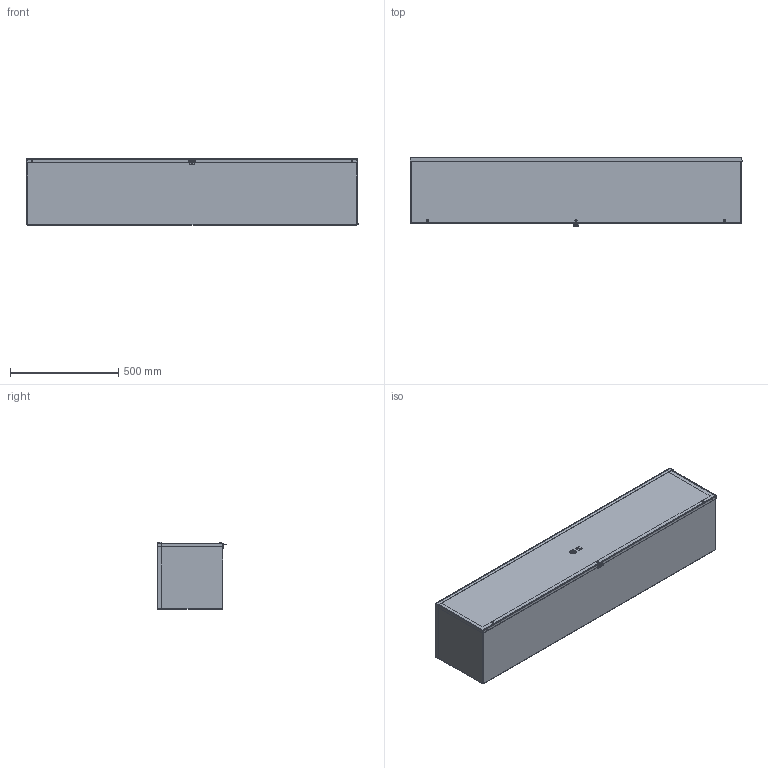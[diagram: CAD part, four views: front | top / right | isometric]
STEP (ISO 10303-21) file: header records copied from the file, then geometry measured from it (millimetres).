
FILE_DESCRIPTION(/* description */ ('1300CH 12" x 60" x 12" Assembly'),/* implementation_level */ '2;1');
FILE_NAME(/* name */ '1300CH121260.stp',/* time_stamp */ '2025-05-22T08:53:50-04:00',/* author */ ('BoxCad'),/* organization */ (''),/* preprocessor_version */ 'ST-DEVELOPER v20',/* originating_system */ 'Autodesk Inventor 2024',/* authorisation */ '');
FILE_SCHEMA (('AUTOMOTIVE_DESIGN { 1 0 10303 214 3 1 1 }'));
Products named in the file (20): 1300CH121260; 1300CH121260B; 1300CH121260B-P; 1300CH121260BR-P; 1300CH121260C; 1300CH121260C-P; STK-P-02400S; STK-S-00800; STK-S-00950; 1300CH121260AK; STK-Q-77150; STK-Q-04053-12; STK-Q-04053-12-P; STK-Q-04053-N; STK-Q-77460; STK-Q-08100-1; STK-Q-08100-A; STK-Q-08100-B; STK-Q-03400; STK-Q-77110
Assembly tree (26 placements, depth 4):
  1300CH121260
    1300CH121260B
      1300CH121260B-P
      1300CH121260BR-P  x2
      STK-P-02400S
    1300CH121260C
      1300CH121260C-P
      STK-P-02400S
      STK-S-00800
      STK-S-00950
    1300CH121260AK
      STK-Q-77150  x4
      STK-Q-04053-12  x3
        STK-Q-04053-12-P
        STK-Q-04053-N
      STK-Q-77460
      STK-Q-08100-1
        STK-Q-08100-A
        STK-Q-08100-B
      STK-Q-03400
      STK-Q-77110
Bounding box: 1535.68 x 323 x 311.92 mm (x, y, z)
Volume: 2937748.9 mm3; surface area: 4379232.1 mm2
Topology: 21 solids, 21 shells, 2815 faces, 7241 edges, 4699 vertices
Faces by surface type: plane 1585, bspline 726, cylinder 288, torus 158, sphere 37, cone 21
Full cylindrical faces by diameter (mm): 0.75 x2, 0.762 x4, 0.85 x2, 1.1 x1, 1.3 x1, 3 x1, 3.2 x15, 3.5 x1, 4.2 x4, 4.4 x3, 4.496 x4, 4.75 x4, 4.8 x6, 4.9 x6, 5.5 x2, 6 x2, 6.35 x1, 7.366 x7, 7.62 x1, 7.925 x1, 9.5 x3, 9.9 x1, 27 x1, 29 x1, 31.75 x1
Entity records: 85163 total; most frequent: CARTESIAN_POINT 25816, ORIENTED_EDGE 12864, DIRECTION 9330, EDGE_CURVE 6432, LINE 4504, VECTOR 4504, VERTEX_POINT 4217, EDGE_LOOP 2763
